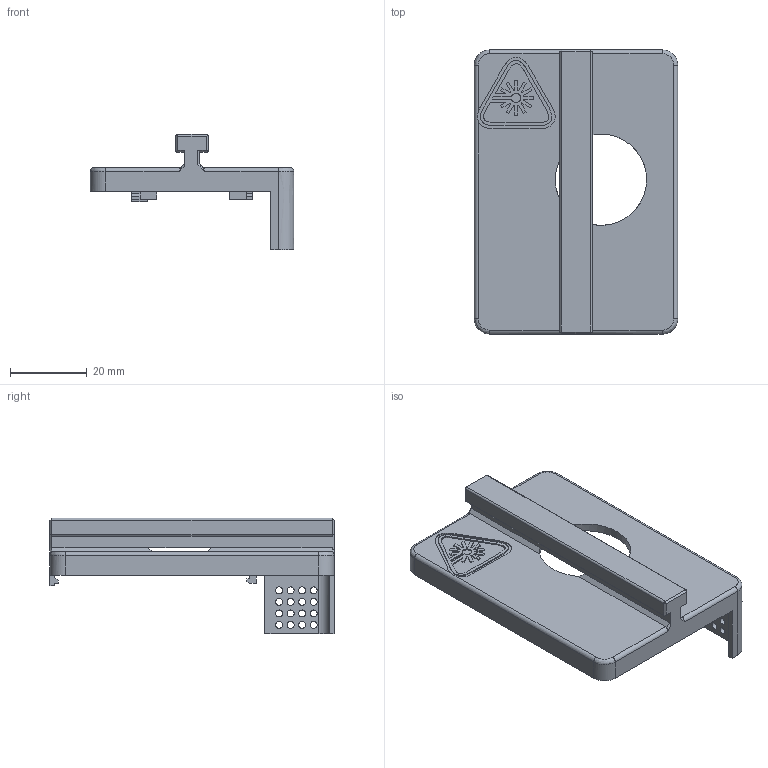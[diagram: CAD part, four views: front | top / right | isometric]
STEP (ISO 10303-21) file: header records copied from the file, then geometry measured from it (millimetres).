
FILE_DESCRIPTION(/* description */ ('HOOPS Exchange Step'),/* implementation_level */ '2;1');
FILE_NAME(/* name */ 'laser holder.step',/* time_stamp */ '2025-10-28T01:27:11-07:00',/* author */ (''),/* organization */ (''),/* preprocessor_version */ 'ST-DEVELOPER v20.1',/* originating_system */ 'Autodesk Translation Framework v14.17.0.0',/* authorisation */ '');
FILE_SCHEMA (('AUTOMOTIVE_DESIGN { 1 0 10303 214 3 1 1 }'));
Length unit declared in the file: millimetre
Products named in the file (1): Cover with Hole
Bounding box: 53 x 74 x 30.1 mm (x, y, z)
Volume: 13421 mm3; surface area: 12344.4 mm2
Topology: 1 solids, 1 shells, 252 faces, 700 edges, 444 vertices
Faces by surface type: plane 148, bspline 63, cylinder 33, cone 8
Full cylindrical faces by diameter (mm): 1.8 x16, 23.8 x1
Entity records: 8940 total; most frequent: CARTESIAN_POINT 2953, ORIENTED_EDGE 1384, DIRECTION 1034, EDGE_CURVE 692, LINE 490, VECTOR 490, VERTEX_POINT 444, EDGE_LOOP 290
